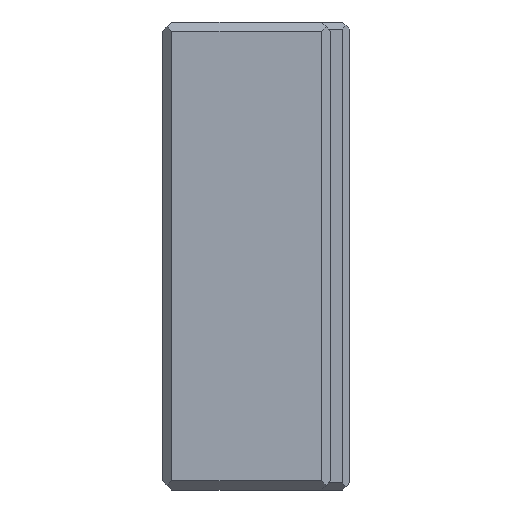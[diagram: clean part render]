
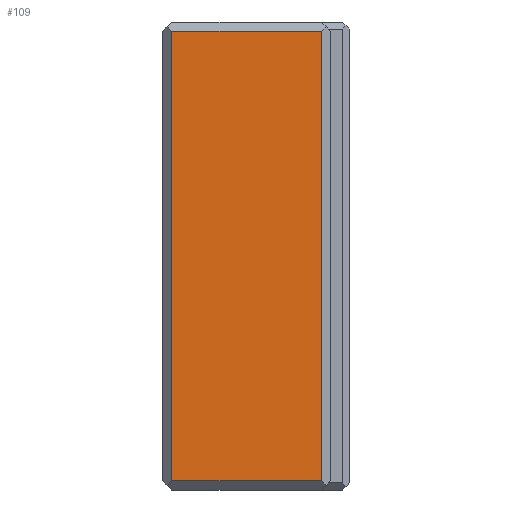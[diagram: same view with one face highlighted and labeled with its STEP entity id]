
A CAD part, left-side view. The second image highlights one B-rep face of the part: STEP entity #109.
In plain terms, the highlighted planar face has unit normal (-1, 0, 0).
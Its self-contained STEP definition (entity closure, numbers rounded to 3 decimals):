
#11 = EDGE_CURVE ( 'NONE', #7850, #9433, #9057, .T. ) ;
#12 = EDGE_CURVE ( 'NONE', #7850, #9428, #8137, .T. ) ;
#13 = EDGE_CURVE ( 'NONE', #7971, #9428, #9063, .T. ) ;
#14 = EDGE_CURVE ( 'NONE', #9433, #7971, #9050, .T. ) ;
#109 = ADVANCED_FACE ( 'NONE', ( #10528 ), #10521, .F. ) ;
#1577 = VECTOR ( 'NONE', #9048, 1000. ) ;
#1579 = VECTOR ( 'NONE', #9073, 1000. ) ;
#1582 = VECTOR ( 'NONE', #9051, 1000. ) ;
#1586 = VECTOR ( 'NONE', #9074, 1000. ) ;
#2507 = CARTESIAN_POINT ( 'NONE',  ( -3.5, 0.2, 4.8 ) ) ;
#2562 = CARTESIAN_POINT ( 'NONE',  ( -3.5, 3.4, -4.8 ) ) ;
#2787 = CARTESIAN_POINT ( 'NONE',  ( -3.5, 0.2, -4.8 ) ) ;
#2792 = CARTESIAN_POINT ( 'NONE',  ( -3.5, 3.4, 4.8 ) ) ;
#7743 = AXIS2_PLACEMENT_3D ( 'NONE', #10524, #10530, #10531 ) ;
#7850 = VERTEX_POINT ( 'NONE', #2507 ) ;
#7971 = VERTEX_POINT ( 'NONE', #2562 ) ;
#7974 = ORIENTED_EDGE ( 'NONE', *, *, #12, .F. ) ;
#8137 = LINE ( 'NONE', #9060, #1582 ) ;
#8170 = ORIENTED_EDGE ( 'NONE', *, *, #14, .T. ) ;
#8258 = ORIENTED_EDGE ( 'NONE', *, *, #13, .T. ) ;
#8313 = ORIENTED_EDGE ( 'NONE', *, *, #11, .T. ) ;
#9048 = DIRECTION ( 'NONE',  ( 0., 0., -1. ) ) ;
#9049 = CARTESIAN_POINT ( 'NONE',  ( -3.5, 3.4, 5. ) ) ;
#9050 = LINE ( 'NONE', #9049, #1577 ) ;
#9051 = DIRECTION ( 'NONE',  ( 0., 0., -1. ) ) ;
#9057 = LINE ( 'NONE', #9075, #1586 ) ;
#9058 = CARTESIAN_POINT ( 'NONE',  ( -3.5, 0.2, -4.8 ) ) ;
#9060 = CARTESIAN_POINT ( 'NONE',  ( -3.5, 0.2, 5. ) ) ;
#9063 = LINE ( 'NONE', #9058, #1579 ) ;
#9073 = DIRECTION ( 'NONE',  ( 0., -1., 0. ) ) ;
#9074 = DIRECTION ( 'NONE',  ( 0., 1., 0. ) ) ;
#9075 = CARTESIAN_POINT ( 'NONE',  ( -3.5, 3.4, 4.8 ) ) ;
#9428 = VERTEX_POINT ( 'NONE', #2787 ) ;
#9433 = VERTEX_POINT ( 'NONE', #2792 ) ;
#9867 = EDGE_LOOP ( 'NONE', ( #8170, #8258, #7974, #8313 ) ) ;
#10521 = PLANE ( 'NONE',  #7743 ) ;
#10524 = CARTESIAN_POINT ( 'NONE',  ( -3.5, 3.4, 5. ) ) ;
#10528 = FACE_OUTER_BOUND ( 'NONE', #9867, .T. ) ;
#10530 = DIRECTION ( 'NONE',  ( 1., 0., 0. ) ) ;
#10531 = DIRECTION ( 'NONE',  ( 0., 0., -1. ) ) ;
